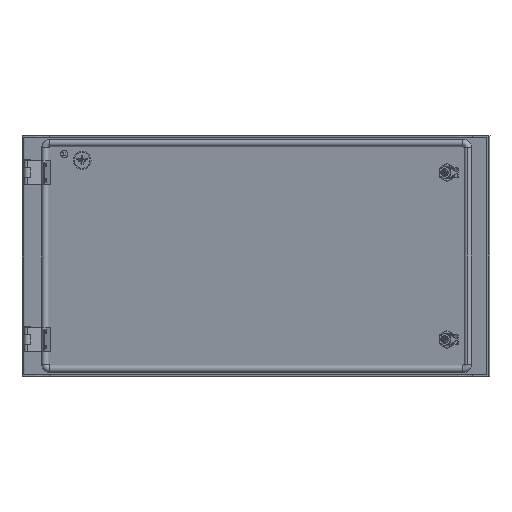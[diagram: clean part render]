
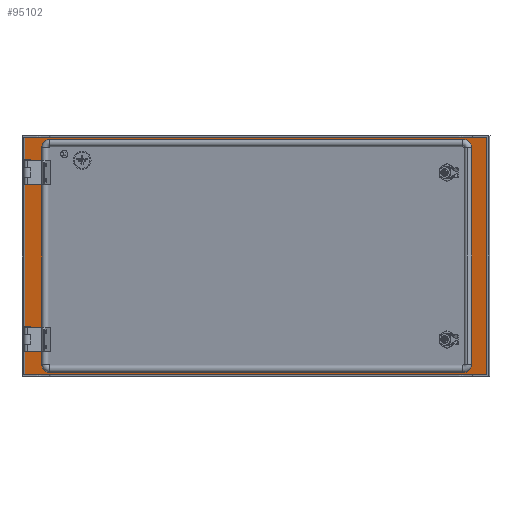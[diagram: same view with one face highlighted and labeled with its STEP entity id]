
A CAD part, left-side view. The second image highlights one B-rep face of the part: STEP entity #95102.
In plain terms, the highlighted planar face has unit normal (-0.966, 0.259, 0).
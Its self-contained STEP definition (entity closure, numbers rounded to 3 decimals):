
#1379 = AXIS2_PLACEMENT_3D ( 'NONE', #35156, #26842, #60746 ) ;
#3342 = AXIS2_PLACEMENT_3D ( 'NONE', #97177, #56150, #30012 ) ;
#3700 = VERTEX_POINT ( 'NONE', #77233 ) ;
#4895 = VERTEX_POINT ( 'NONE', #10383 ) ;
#4927 = EDGE_CURVE ( 'NONE', #68332, #9473, #69662, .T. ) ;
#5729 = VERTEX_POINT ( 'NONE', #102609 ) ;
#6320 = EDGE_LOOP ( 'NONE', ( #34047, #73936 ) ) ;
#6452 = EDGE_LOOP ( 'NONE', ( #41497, #58898, #88981, #58130 ) ) ;
#8502 = VERTEX_POINT ( 'NONE', #38808 ) ;
#8914 = AXIS2_PLACEMENT_3D ( 'NONE', #108941, #49079, #34540 ) ;
#9433 = LINE ( 'NONE', #18289, #46138 ) ;
#9473 = VERTEX_POINT ( 'NONE', #71225 ) ;
#9809 = CARTESIAN_POINT ( 'NONE',  ( 14.037, 66.822, -171. ) ) ;
#10383 = CARTESIAN_POINT ( 'NONE',  ( 6.538, 38.808, -153. ) ) ;
#10919 = CARTESIAN_POINT ( 'NONE',  ( -179.378, -655.739, -153. ) ) ;
#11549 = CARTESIAN_POINT ( 'NONE',  ( 14.037, 66.822, 221. ) ) ;
#12444 = VECTOR ( 'NONE', #49372, 1000. ) ;
#15729 = DIRECTION ( 'NONE',  ( 0., 0., 1. ) ) ;
#15954 = VERTEX_POINT ( 'NONE', #9809 ) ;
#16360 = CIRCLE ( 'NONE', #33348, 14. ) ;
#17023 = CARTESIAN_POINT ( 'NONE',  ( -179.378, -655.739, 203. ) ) ;
#17191 = FACE_BOUND ( 'NONE', #18801, .T. ) ;
#17320 = DIRECTION ( 'NONE',  ( -0.259, -0.966, 0. ) ) ;
#17516 = DIRECTION ( 'NONE',  ( 0.259, 0.966, 0. ) ) ;
#17848 = ORIENTED_EDGE ( 'NONE', *, *, #4927, .F. ) ;
#18282 = FACE_OUTER_BOUND ( 'NONE', #6452, .T. ) ;
#18289 = CARTESIAN_POINT ( 'NONE',  ( -182.998, -669.263, 203. ) ) ;
#18801 = EDGE_LOOP ( 'NONE', ( #72481, #55396, #49472, #99542, #46497, #67907, #17848, #68075 ) ) ;
#19045 = LINE ( 'NONE', #27886, #31396 ) ;
#22909 = VERTEX_POINT ( 'NONE', #27398 ) ;
#23813 = CARTESIAN_POINT ( 'NONE',  ( -88.23, -315.227, 221. ) ) ;
#25146 = EDGE_CURVE ( 'NONE', #3700, #35112, #31228, .T. ) ;
#25758 = EDGE_LOOP ( 'NONE', ( #95743, #107906 ) ) ;
#25797 = CARTESIAN_POINT ( 'NONE',  ( 2.918, 25.285, -153. ) ) ;
#26842 = DIRECTION ( 'NONE',  ( -0.966, 0.259, 0. ) ) ;
#27398 = CARTESIAN_POINT ( 'NONE',  ( 6.538, 38.808, 203. ) ) ;
#27443 = VECTOR ( 'NONE', #37797, 1000. ) ;
#27480 = VERTEX_POINT ( 'NONE', #52151 ) ;
#27886 = CARTESIAN_POINT ( 'NONE',  ( 2.918, 25.285, 217. ) ) ;
#28138 = CIRCLE ( 'NONE', #44078, 14. ) ;
#30012 = DIRECTION ( 'NONE',  ( -0.259, -0.966, 0. ) ) ;
#30036 = VECTOR ( 'NONE', #68419, 1000. ) ;
#30354 = EDGE_CURVE ( 'NONE', #15954, #3700, #103286, .T. ) ;
#31228 = LINE ( 'NONE', #91723, #107598 ) ;
#31396 = VECTOR ( 'NONE', #78960, 1000. ) ;
#32597 = EDGE_CURVE ( 'NONE', #105859, #54105, #39930, .T. ) ;
#33348 = AXIS2_PLACEMENT_3D ( 'NONE', #81678, #39458, #105533 ) ;
#34047 = ORIENTED_EDGE ( 'NONE', *, *, #83550, .F. ) ;
#34161 = DIRECTION ( 'NONE',  ( 0.966, -0.259, 0. ) ) ;
#34347 = CARTESIAN_POINT ( 'NONE',  ( -88.23, -315.227, 25. ) ) ;
#34540 = DIRECTION ( 'NONE',  ( -0.259, -0.966, 0. ) ) ;
#35112 = VERTEX_POINT ( 'NONE', #97394 ) ;
#35156 = CARTESIAN_POINT ( 'NONE',  ( 9.9, 51.366, -112.5 ) ) ;
#35452 = PLANE ( 'NONE',  #78883 ) ;
#35818 = DIRECTION ( 'NONE',  ( 0., 0., -1. ) ) ;
#37797 = DIRECTION ( 'NONE',  ( 0., 0., -1. ) ) ;
#38110 = AXIS2_PLACEMENT_3D ( 'NONE', #17023, #34161, #84700 ) ;
#38142 = VECTOR ( 'NONE', #109011, 1000. ) ;
#38808 = CARTESIAN_POINT ( 'NONE',  ( 2.918, 25.285, 217. ) ) ;
#39458 = DIRECTION ( 'NONE',  ( 0.966, -0.259, 0. ) ) ;
#39930 = CIRCLE ( 'NONE', #38110, 14. ) ;
#40441 = CIRCLE ( 'NONE', #3342, 0.5 ) ;
#41497 = ORIENTED_EDGE ( 'NONE', *, *, #91122, .T. ) ;
#43213 = AXIS2_PLACEMENT_3D ( 'NONE', #93334, #66779, #17320 ) ;
#43245 = DIRECTION ( 'NONE',  ( 0., 0., -1. ) ) ;
#43724 = CARTESIAN_POINT ( 'NONE',  ( -179.378, -655.739, -167. ) ) ;
#43768 = EDGE_CURVE ( 'NONE', #4895, #22909, #70008, .T. ) ;
#44078 = AXIS2_PLACEMENT_3D ( 'NONE', #25797, #59712, #17516 ) ;
#46138 = VECTOR ( 'NONE', #43245, 1000. ) ;
#46497 = ORIENTED_EDGE ( 'NONE', *, *, #32597, .T. ) ;
#49079 = DIRECTION ( 'NONE',  ( -0.966, 0.259, 0. ) ) ;
#49372 = DIRECTION ( 'NONE',  ( 0.259, 0.966, 0. ) ) ;
#49472 = ORIENTED_EDGE ( 'NONE', *, *, #73393, .T. ) ;
#52151 = CARTESIAN_POINT ( 'NONE',  ( 10.029, 51.849, -112.5 ) ) ;
#54105 = VERTEX_POINT ( 'NONE', #87112 ) ;
#54494 = VERTEX_POINT ( 'NONE', #11549 ) ;
#55396 = ORIENTED_EDGE ( 'NONE', *, *, #43768, .T. ) ;
#56150 = DIRECTION ( 'NONE',  ( -0.966, 0.259, 0. ) ) ;
#56723 = CARTESIAN_POINT ( 'NONE',  ( 14.037, 66.822, 25. ) ) ;
#56815 = CIRCLE ( 'NONE', #8914, 0.5 ) ;
#58130 = ORIENTED_EDGE ( 'NONE', *, *, #63727, .T. ) ;
#58893 = CARTESIAN_POINT ( 'NONE',  ( 9.77, 50.883, -112.5 ) ) ;
#58898 = ORIENTED_EDGE ( 'NONE', *, *, #30354, .T. ) ;
#59395 = FACE_BOUND ( 'NONE', #25758, .T. ) ;
#59712 = DIRECTION ( 'NONE',  ( -0.966, 0.259, 0. ) ) ;
#60746 = DIRECTION ( 'NONE',  ( -0.259, -0.966, 0. ) ) ;
#60874 = AXIS2_PLACEMENT_3D ( 'NONE', #10919, #86366, #35818 ) ;
#61644 = CIRCLE ( 'NONE', #1379, 0.5 ) ;
#63727 = EDGE_CURVE ( 'NONE', #35112, #54494, #74370, .T. ) ;
#64505 = EDGE_CURVE ( 'NONE', #86979, #5729, #56815, .T. ) ;
#66779 = DIRECTION ( 'NONE',  ( -0.966, 0.259, 0. ) ) ;
#67617 = EDGE_CURVE ( 'NONE', #54105, #9473, #9433, .T. ) ;
#67907 = ORIENTED_EDGE ( 'NONE', *, *, #67617, .T. ) ;
#68075 = ORIENTED_EDGE ( 'NONE', *, *, #96106, .F. ) ;
#68332 = VERTEX_POINT ( 'NONE', #43724 ) ;
#68419 = DIRECTION ( 'NONE',  ( -0.259, -0.966, 0. ) ) ;
#68822 = DIRECTION ( 'NONE',  ( 0.966, -0.259, 0. ) ) ;
#69040 = VERTEX_POINT ( 'NONE', #90794 ) ;
#69366 = DIRECTION ( 'NONE',  ( 0.259, 0.966, 0. ) ) ;
#69662 = CIRCLE ( 'NONE', #60874, 14. ) ;
#70008 = LINE ( 'NONE', #86638, #102003 ) ;
#71225 = CARTESIAN_POINT ( 'NONE',  ( -182.998, -669.263, -153. ) ) ;
#72234 = DIRECTION ( 'NONE',  ( 0., 0., 1. ) ) ;
#72481 = ORIENTED_EDGE ( 'NONE', *, *, #84463, .F. ) ;
#72937 = CARTESIAN_POINT ( 'NONE',  ( -179.378, -655.739, 217. ) ) ;
#73393 = EDGE_CURVE ( 'NONE', #22909, #8502, #16360, .T. ) ;
#73936 = ORIENTED_EDGE ( 'NONE', *, *, #64505, .F. ) ;
#74370 = LINE ( 'NONE', #23813, #12444 ) ;
#75219 = CARTESIAN_POINT ( 'NONE',  ( 2.918, 25.285, -167. ) ) ;
#76041 = CARTESIAN_POINT ( 'NONE',  ( 10.029, 51.849, 162.5 ) ) ;
#76730 = CARTESIAN_POINT ( 'NONE',  ( -88.23, -315.227, -171. ) ) ;
#77233 = CARTESIAN_POINT ( 'NONE',  ( -190.497, -697.277, -171. ) ) ;
#78883 = AXIS2_PLACEMENT_3D ( 'NONE', #34347, #68822, #69366 ) ;
#78960 = DIRECTION ( 'NONE',  ( -0.259, -0.966, 0. ) ) ;
#81404 = EDGE_CURVE ( 'NONE', #92384, #27480, #61644, .T. ) ;
#81678 = CARTESIAN_POINT ( 'NONE',  ( 2.918, 25.285, 203. ) ) ;
#83550 = EDGE_CURVE ( 'NONE', #5729, #86979, #40441, .T. ) ;
#83949 = CIRCLE ( 'NONE', #43213, 0.5 ) ;
#84463 = EDGE_CURVE ( 'NONE', #4895, #69040, #28138, .T. ) ;
#84700 = DIRECTION ( 'NONE',  ( 0., 0., 1. ) ) ;
#86366 = DIRECTION ( 'NONE',  ( -0.966, 0.259, 0. ) ) ;
#86638 = CARTESIAN_POINT ( 'NONE',  ( 6.538, 38.808, 25. ) ) ;
#86979 = VERTEX_POINT ( 'NONE', #76041 ) ;
#87112 = CARTESIAN_POINT ( 'NONE',  ( -182.998, -669.263, 203. ) ) ;
#88195 = EDGE_CURVE ( 'NONE', #27480, #92384, #83949, .T. ) ;
#88981 = ORIENTED_EDGE ( 'NONE', *, *, #25146, .T. ) ;
#90794 = CARTESIAN_POINT ( 'NONE',  ( 2.918, 25.285, -167. ) ) ;
#91122 = EDGE_CURVE ( 'NONE', #54494, #15954, #97190, .T. ) ;
#91723 = CARTESIAN_POINT ( 'NONE',  ( -190.497, -697.277, 25. ) ) ;
#92384 = VERTEX_POINT ( 'NONE', #58893 ) ;
#93334 = CARTESIAN_POINT ( 'NONE',  ( 9.9, 51.366, -112.5 ) ) ;
#95102 = ADVANCED_FACE ( 'NONE', ( #18282, #95381, #59395, #17191 ), #35452, .F. ) ;
#95381 = FACE_BOUND ( 'NONE', #6320, .T. ) ;
#95743 = ORIENTED_EDGE ( 'NONE', *, *, #81404, .F. ) ;
#96106 = EDGE_CURVE ( 'NONE', #69040, #68332, #107377, .T. ) ;
#97177 = CARTESIAN_POINT ( 'NONE',  ( 9.9, 51.366, 162.5 ) ) ;
#97190 = LINE ( 'NONE', #56723, #27443 ) ;
#97394 = CARTESIAN_POINT ( 'NONE',  ( -190.497, -697.277, 221. ) ) ;
#99542 = ORIENTED_EDGE ( 'NONE', *, *, #100031, .T. ) ;
#100031 = EDGE_CURVE ( 'NONE', #8502, #105859, #19045, .T. ) ;
#102003 = VECTOR ( 'NONE', #72234, 1000. ) ;
#102609 = CARTESIAN_POINT ( 'NONE',  ( 9.77, 50.883, 162.5 ) ) ;
#103286 = LINE ( 'NONE', #76730, #30036 ) ;
#105533 = DIRECTION ( 'NONE',  ( 0.259, 0.966, 0. ) ) ;
#105859 = VERTEX_POINT ( 'NONE', #72937 ) ;
#107377 = LINE ( 'NONE', #75219, #38142 ) ;
#107598 = VECTOR ( 'NONE', #15729, 1000. ) ;
#107906 = ORIENTED_EDGE ( 'NONE', *, *, #88195, .F. ) ;
#108941 = CARTESIAN_POINT ( 'NONE',  ( 9.9, 51.366, 162.5 ) ) ;
#109011 = DIRECTION ( 'NONE',  ( -0.259, -0.966, 0. ) ) ;
